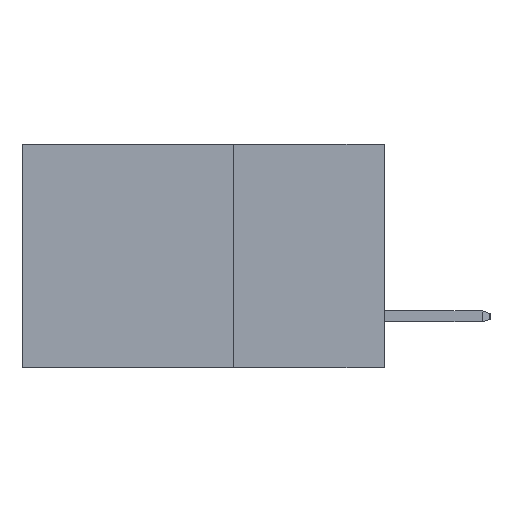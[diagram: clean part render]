
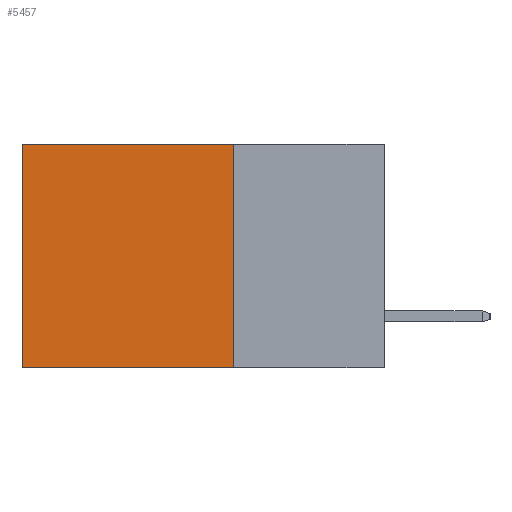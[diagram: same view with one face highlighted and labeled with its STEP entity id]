
A CAD part, left-side view. The second image highlights one B-rep face of the part: STEP entity #5457.
In plain terms, the highlighted planar face has unit normal (-1, 0, 0).
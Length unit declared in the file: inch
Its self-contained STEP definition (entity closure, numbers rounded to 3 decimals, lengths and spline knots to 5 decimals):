
#23 = VERTEX_POINT ( 'NONE', #19498 ) ;
#292 = LINE ( 'NONE', #23998, #22448 ) ;
#1725 = VECTOR ( 'NONE', #11804, 39.37008 ) ;
#2117 = AXIS2_PLACEMENT_3D ( 'NONE', #18452, #22604, #10182 ) ;
#2294 = LINE ( 'NONE', #15648, #7867 ) ;
#2739 = EDGE_CURVE ( 'NONE', #17462, #4284, #7978, .T. ) ;
#3123 = DIRECTION ( 'NONE',  ( 0., 0., -1. ) ) ;
#4284 = VERTEX_POINT ( 'NONE', #18590 ) ;
#5259 = DIRECTION ( 'NONE',  ( 0., 1., 0. ) ) ;
#5457 = ADVANCED_FACE ( 'NONE', ( #25685 ), #20427, .F. ) ;
#7867 = VECTOR ( 'NONE', #3123, 39.37008 ) ;
#7978 = LINE ( 'NONE', #22095, #1725 ) ;
#10182 = DIRECTION ( 'NONE',  ( 0., 0., -1. ) ) ;
#10265 = EDGE_CURVE ( 'NONE', #23, #4284, #11917, .T. ) ;
#10287 = ORIENTED_EDGE ( 'NONE', *, *, #10265, .F. ) ;
#11800 = EDGE_CURVE ( 'NONE', #13333, #23, #2294, .T. ) ;
#11804 = DIRECTION ( 'NONE',  ( 0., 0., -1. ) ) ;
#11917 = LINE ( 'NONE', #15021, #22262 ) ;
#13333 = VERTEX_POINT ( 'NONE', #15800 ) ;
#14321 = ORIENTED_EDGE ( 'NONE', *, *, #2739, .T. ) ;
#15021 = CARTESIAN_POINT ( 'NONE',  ( 0.298, 0.25, -0.37 ) ) ;
#15107 = DIRECTION ( 'NONE',  ( 0., 1., 0. ) ) ;
#15564 = ORIENTED_EDGE ( 'NONE', *, *, #18342, .T. ) ;
#15648 = CARTESIAN_POINT ( 'NONE',  ( 0.298, 0.25, 0. ) ) ;
#15800 = CARTESIAN_POINT ( 'NONE',  ( 0.298, 0.25, 0. ) ) ;
#17462 = VERTEX_POINT ( 'NONE', #26098 ) ;
#18342 = EDGE_CURVE ( 'NONE', #13333, #17462, #292, .T. ) ;
#18452 = CARTESIAN_POINT ( 'NONE',  ( 0.298, 0.25, 0. ) ) ;
#18590 = CARTESIAN_POINT ( 'NONE',  ( 0.298, 0.6, -0.37 ) ) ;
#19498 = CARTESIAN_POINT ( 'NONE',  ( 0.298, 0.25, -0.37 ) ) ;
#20427 = PLANE ( 'NONE',  #2117 ) ;
#22095 = CARTESIAN_POINT ( 'NONE',  ( 0.298, 0.6, 0. ) ) ;
#22262 = VECTOR ( 'NONE', #15107, 39.37008 ) ;
#22448 = VECTOR ( 'NONE', #5259, 39.37008 ) ;
#22604 = DIRECTION ( 'NONE',  ( 1., 0., 0. ) ) ;
#23998 = CARTESIAN_POINT ( 'NONE',  ( 0.298, 0.25, 0. ) ) ;
#25406 = ORIENTED_EDGE ( 'NONE', *, *, #11800, .F. ) ;
#25685 = FACE_OUTER_BOUND ( 'NONE', #26455, .T. ) ;
#26098 = CARTESIAN_POINT ( 'NONE',  ( 0.298, 0.6, 0. ) ) ;
#26455 = EDGE_LOOP ( 'NONE', ( #14321, #10287, #25406, #15564 ) ) ;
